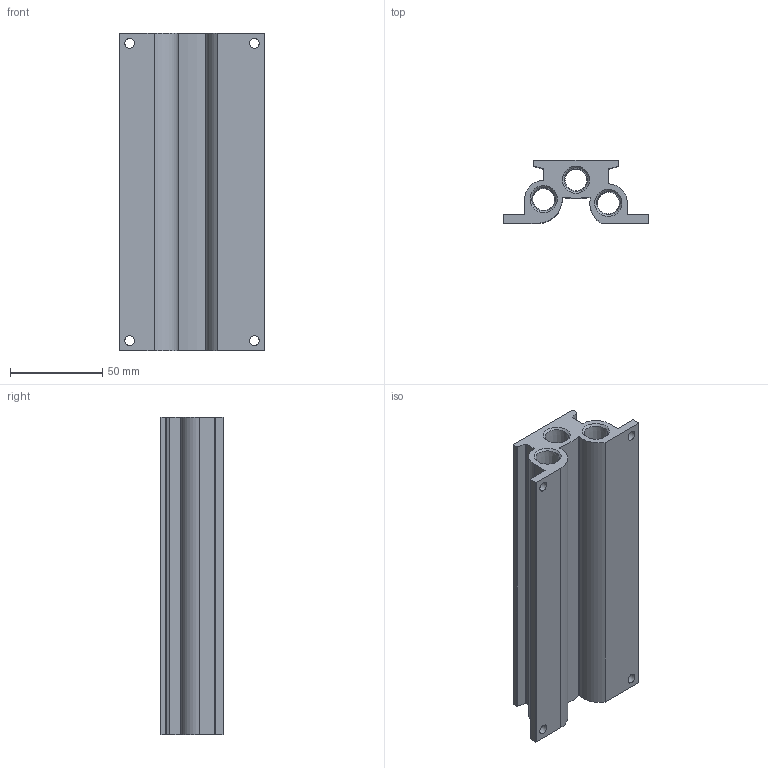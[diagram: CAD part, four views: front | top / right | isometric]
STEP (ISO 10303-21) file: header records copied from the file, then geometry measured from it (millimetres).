
FILE_DESCRIPTION(/* description */ ('STEP AP214'),/* implementation_level */ '2;1');
FILE_NAME(/* name */ '550078_CPE10-PRS-1_4-10-NPT',/* time_stamp */ '2024-08-06T16:15:11+02:00',/* author */ ('License CC BY-ND 4.0'),/* organization */ ('CADENAS'),/* preprocessor_version */ 'ST-DEVELOPER v19.3',/* originating_system */ 'PARTsolutions',/* authorisation */ ' ');
FILE_SCHEMA (('AUTOMOTIVE_DESIGN {1 0 10303 214 3 1 1}'));
Length unit declared in the file: millimetre
Products named in the file (1): 550078 CPE10-PRS-1/4-10-NPT
Bounding box: 79 x 34 x 172 mm (x, y, z)
Volume: 183537.4 mm3; surface area: 73206.5 mm2
Topology: 1 solids, 1 shells, 265 faces, 693 edges, 446 vertices
Faces by surface type: cone 102, cylinder 98, plane 65
Full cylindrical faces by diameter (mm): 2 x10, 2.459 x20, 5 x40, 5.3 x4, 11.93 x2
Entity records: 6934 total; most frequent: CARTESIAN_POINT 1436, DIRECTION 1172, ORIENTED_EDGE 796, FACE_BOUND 582, AXIS2_PLACEMENT_3D 544, EDGE_LOOP 542, EDGE_CURVE 398, VERTEX_POINT 378
